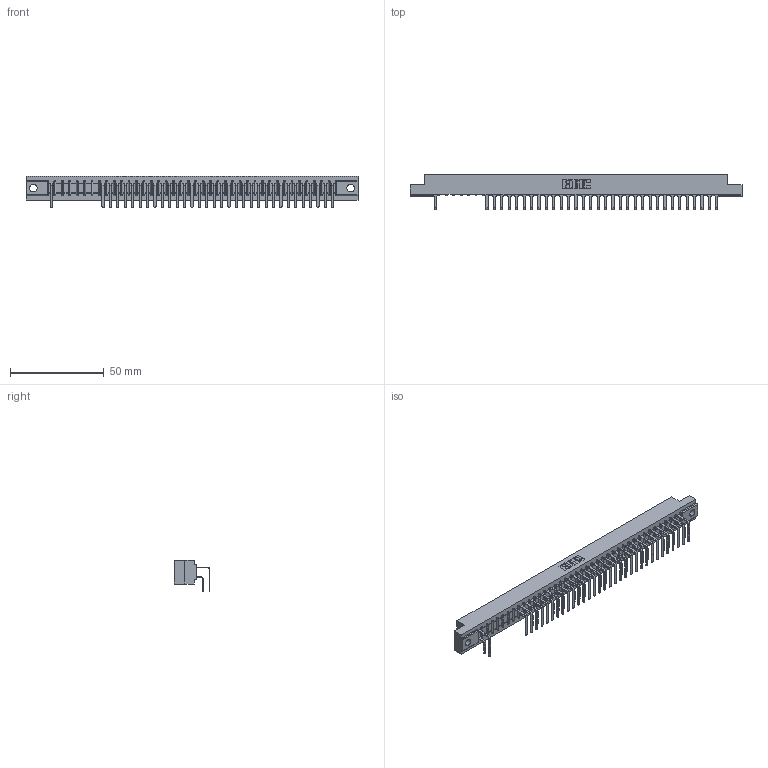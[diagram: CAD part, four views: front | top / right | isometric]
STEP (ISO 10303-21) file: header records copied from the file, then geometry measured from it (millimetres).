
FILE_DESCRIPTION (( 'STEP AP203' ), '1' );
FILE_NAME ('307-039-558-102.STEP', '2018-08-05T12:44:15', ( '' ), ( '' ), 'SwSTEP 2.0', 'SolidWorks 2016', '' );
FILE_SCHEMA (( 'CONFIG_CONTROL_DESIGN' ));
Length unit declared in the file: inch
Products named in the file (4): 307-039-558-102; 307 Part_.128 Dia Mounting Holes; 307-290-001_558 559 - 1 (Single); 307-290-001_558 - 2 (Single)
Assembly tree (66 placements, depth 2):
  307-039-558-102
    307 Part_.128 Dia Mounting Holes
    307-290-001_558 559 - 1 (Single)  x32
    307-290-001_558 - 2 (Single)  x33
Bounding box: 177.55 x 18.96 x 16.8 mm (x, y, z)
Volume: 18892.3 mm3; surface area: 23441.2 mm2
Topology: 66 solids, 66 shells, 3538 faces, 9969 edges, 6450 vertices
Faces by surface type: plane 2293, cylinder 1165, sphere 80
Entity records: 36085 total; most frequent: CARTESIAN_POINT 5960, ORIENTED_EDGE 5918, DIRECTION 5825, EDGE_CURVE 2959, VECTOR 2267, LINE 2267, VERTEX_POINT 1914, AXIS2_PLACEMENT_3D 1779
